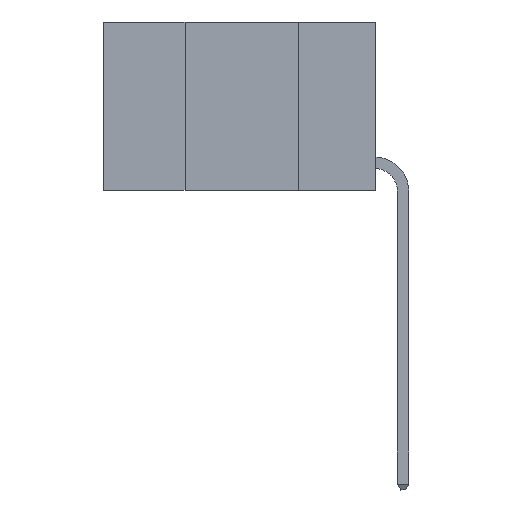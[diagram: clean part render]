
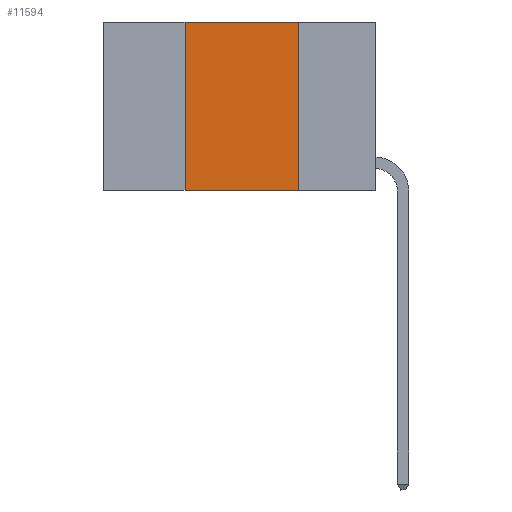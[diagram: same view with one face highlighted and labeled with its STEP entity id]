
A CAD part, left-side view. The second image highlights one B-rep face of the part: STEP entity #11594.
In plain terms, the highlighted planar face has unit normal (-1, 0, 0).
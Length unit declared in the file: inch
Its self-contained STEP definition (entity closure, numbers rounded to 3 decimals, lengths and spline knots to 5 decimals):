
#160 = CARTESIAN_POINT ( 'NONE',  ( 0., 0.17, -0.37 ) ) ;
#163 = CARTESIAN_POINT ( 'NONE',  ( 0., 0.42, 0. ) ) ;
#179 = ORIENTED_EDGE ( 'NONE', *, *, #4426, .F. ) ;
#1545 = VECTOR ( 'NONE', #15304, 39.37008 ) ;
#2422 = CARTESIAN_POINT ( 'NONE',  ( 0., 0.42, 0. ) ) ;
#3386 = VECTOR ( 'NONE', #6273, 39.37008 ) ;
#4147 = VERTEX_POINT ( 'NONE', #163 ) ;
#4426 = EDGE_CURVE ( 'NONE', #4147, #14614, #15656, .T. ) ;
#5700 = VECTOR ( 'NONE', #18537, 39.37008 ) ;
#5735 = DIRECTION ( 'NONE',  ( 0., -1., 0. ) ) ;
#6144 = CARTESIAN_POINT ( 'NONE',  ( 0., 0.6, 0. ) ) ;
#6273 = DIRECTION ( 'NONE',  ( 0., 0., -1. ) ) ;
#6559 = EDGE_LOOP ( 'NONE', ( #17995, #179, #12546, #7049 ) ) ;
#6732 = VERTEX_POINT ( 'NONE', #160 ) ;
#7049 = ORIENTED_EDGE ( 'NONE', *, *, #9428, .T. ) ;
#9299 = FACE_OUTER_BOUND ( 'NONE', #6559, .T. ) ;
#9397 = PLANE ( 'NONE',  #16506 ) ;
#9428 = EDGE_CURVE ( 'NONE', #16249, #6732, #20524, .T. ) ;
#9551 = CARTESIAN_POINT ( 'NONE',  ( 0., 0.42, -0.37 ) ) ;
#11076 = DIRECTION ( 'NONE',  ( 1., 0., 0. ) ) ;
#11594 = ADVANCED_FACE ( 'NONE', ( #9299 ), #9397, .F. ) ;
#12546 = ORIENTED_EDGE ( 'NONE', *, *, #19344, .F. ) ;
#12604 = EDGE_CURVE ( 'NONE', #14614, #6732, #17794, .T. ) ;
#13184 = VECTOR ( 'NONE', #5735, 39.37008 ) ;
#14063 = DIRECTION ( 'NONE',  ( 0., 0., -1. ) ) ;
#14555 = CARTESIAN_POINT ( 'NONE',  ( 0., 0.17, 0. ) ) ;
#14614 = VERTEX_POINT ( 'NONE', #14555 ) ;
#15304 = DIRECTION ( 'NONE',  ( 0., 0., 1. ) ) ;
#15656 = LINE ( 'NONE', #17025, #13184 ) ;
#16249 = VERTEX_POINT ( 'NONE', #9551 ) ;
#16506 = AXIS2_PLACEMENT_3D ( 'NONE', #6144, #11076, #14063 ) ;
#17025 = CARTESIAN_POINT ( 'NONE',  ( 0., 0.6, 0. ) ) ;
#17794 = LINE ( 'NONE', #20746, #3386 ) ;
#17995 = ORIENTED_EDGE ( 'NONE', *, *, #12604, .F. ) ;
#18493 = LINE ( 'NONE', #2422, #1545 ) ;
#18537 = DIRECTION ( 'NONE',  ( 0., -1., 0. ) ) ;
#19344 = EDGE_CURVE ( 'NONE', #16249, #4147, #18493, .T. ) ;
#20104 = CARTESIAN_POINT ( 'NONE',  ( 0., 0.6, -0.37 ) ) ;
#20524 = LINE ( 'NONE', #20104, #5700 ) ;
#20746 = CARTESIAN_POINT ( 'NONE',  ( 0., 0.17, 0. ) ) ;
